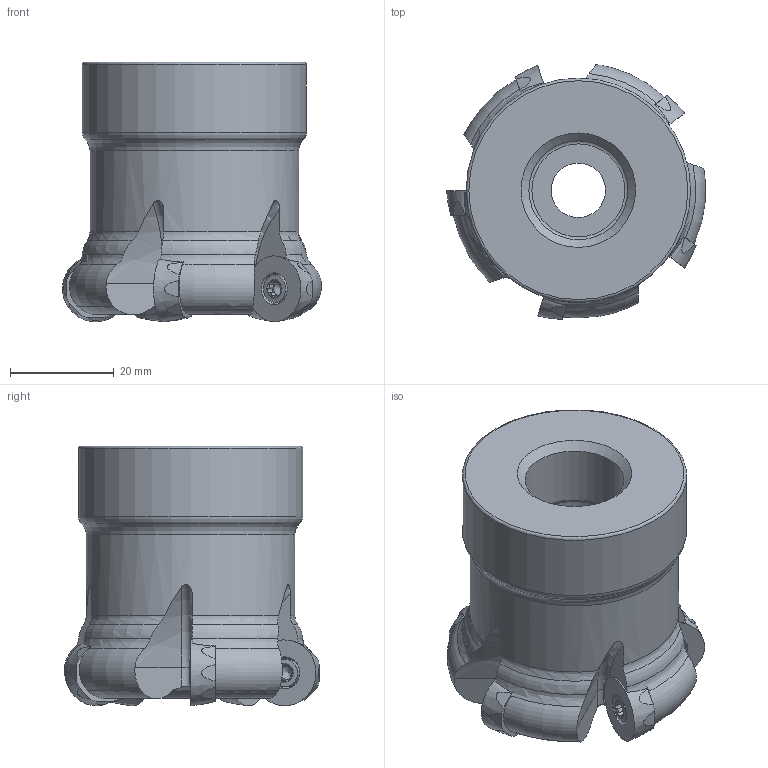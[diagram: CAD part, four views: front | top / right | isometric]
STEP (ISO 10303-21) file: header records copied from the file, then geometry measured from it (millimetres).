
FILE_DESCRIPTION(/* description */ (''),/* implementation_level */ '2;1');
FILE_NAME(/* name */ '1542106257506.stp',/* time_stamp */ '2018-11-13T16:21:19+06:00',/* author */ (''),/* organization */ ('SMS'),/* preprocessor_version */ 'ST-DEVELOPER v15',/* originating_system */ 'SIEMENS PLM Software NX 8.5',/* authorisation */ '');
FILE_SCHEMA (('AUTOMOTIVE_DESIGN { 1 0 10303 214 3 1 1 1 }'));
Length unit declared in the file: millimetre
Products named in the file (4): 201856644mod000_00; ASSEMBLY_CONSTRUCTION; 201920084mod000_00; 201920083mod000_00
Assembly tree (7 placements, depth 2):
  201920083mod000_00
    201920084mod000_00
    ASSEMBLY_CONSTRUCTION
    201856644mod000_00  x5
Bounding box: 49.88 x 49.14 x 50 mm (x, y, z)
Volume: 54895 mm3; surface area: 14952.9 mm2
Topology: 6 solids, 6 shells, 396 faces, 1031 edges, 674 vertices
Faces by surface type: plane 174, cone 69, extrusion 60, torus 57, cylinder 31, bspline 5
Full cylindrical faces by diameter (mm): 3.5 x5, 4 x5, 5.25 x5, 10.5 x1, 14.2 x1, 19.061 x1, 19.5 x1, 40.18 x1, 43.18 x1
Entity records: 13694 total; most frequent: CARTESIAN_POINT 5495, ORIENTED_EDGE 1646, DIRECTION 1626, EDGE_CURVE 823, AXIS2_PLACEMENT_3D 674, VERTEX_POINT 555, EDGE_LOOP 407, ADVANCED_FACE 340
